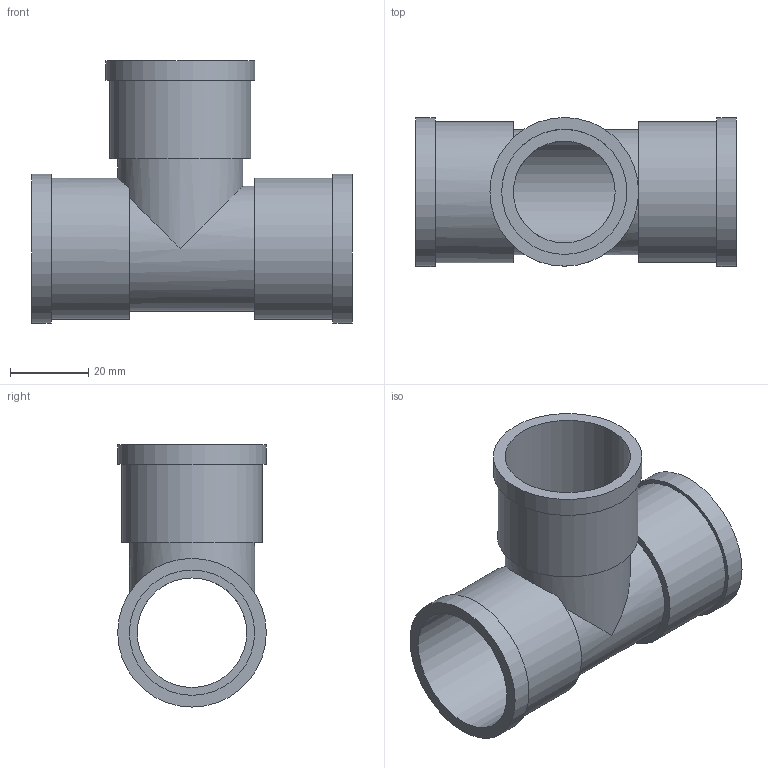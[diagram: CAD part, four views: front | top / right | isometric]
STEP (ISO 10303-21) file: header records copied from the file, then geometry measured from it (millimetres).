
FILE_DESCRIPTION(('FreeCAD Model'),'2;1');
FILE_NAME('PVC Tee 32mm.step','2017-09-17T11:24:29',( 'Author'),(''),'Open CASCADE STEP processor 6.8','FreeCAD','Unknown' );
FILE_SCHEMA(('AUTOMOTIVE_DESIGN_CC2 { 1 2 10303 214 -1 1 5 4 }'));
Length unit declared in the file: millimetre
Products named in the file (2): ASSEMBLY; PVC_Tee_32mm
Assembly tree (1 placements, depth 2):
  ASSEMBLY
    PVC_Tee_32mm
Bounding box: 82 x 38 x 67 mm (x, y, z)
Volume: 26884.9 mm3; surface area: 25298.8 mm2
Topology: 1 solids, 1 shells, 25 faces, 49 edges, 34 vertices
Faces by surface type: cylinder 13, plane 12
Full cylindrical faces by diameter (mm): 26 x1, 28 x1, 32 x5, 36 x3, 38 x3
Entity records: 2094 total; most frequent: CARTESIAN_POINT 1017, DIRECTION 200, ORIENTED_EDGE 98, PCURVE 98, DEFINITIONAL_REPRESENTATION 98, LINE 66, VECTOR 66, AXIS2_PLACEMENT_3D 56
